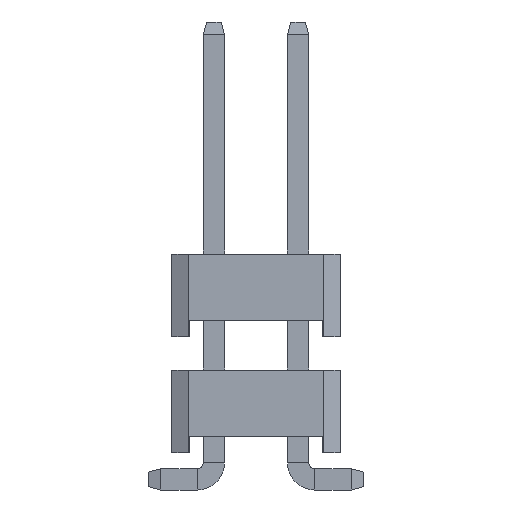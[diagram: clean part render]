
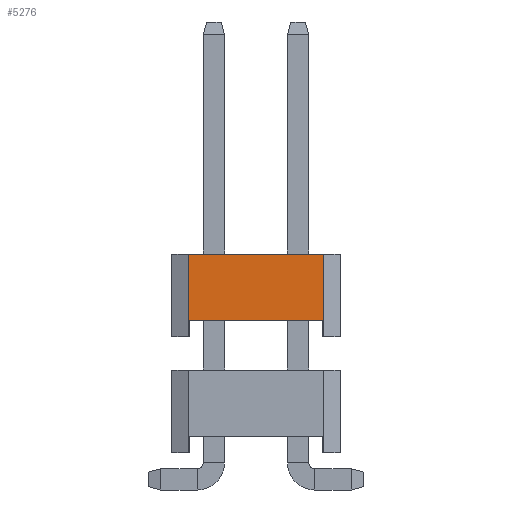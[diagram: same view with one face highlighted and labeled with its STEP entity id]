
A CAD part, left-side view. The second image highlights one B-rep face of the part: STEP entity #5276.
In plain terms, the highlighted planar face has unit normal (-1, 0, 0).
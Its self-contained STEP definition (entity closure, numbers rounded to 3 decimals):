
#121 = VECTOR ( 'NONE', #6900, 1000. ) ;
#222 = CARTESIAN_POINT ( 'NONE',  ( -5.08, -2., 3.5 ) ) ;
#312 = PLANE ( 'NONE',  #1675 ) ;
#386 = VERTEX_POINT ( 'NONE', #7328 ) ;
#406 = ORIENTED_EDGE ( 'NONE', *, *, #4227, .T. ) ;
#575 = ORIENTED_EDGE ( 'NONE', *, *, #6827, .T. ) ;
#618 = EDGE_CURVE ( 'NONE', #7670, #386, #8578, .T. ) ;
#964 = CARTESIAN_POINT ( 'NONE',  ( -5.08, -2.54, 3.5 ) ) ;
#1035 = EDGE_LOOP ( 'NONE', ( #7336, #6492, #2450, #8295, #406, #1609, #7073, #575 ) ) ;
#1073 = LINE ( 'NONE', #4326, #4217 ) ;
#1087 = DIRECTION ( 'NONE',  ( 0., 0., 1. ) ) ;
#1141 = LINE ( 'NONE', #2957, #1196 ) ;
#1150 = VECTOR ( 'NONE', #2631, 1000. ) ;
#1196 = VECTOR ( 'NONE', #6204, 1000. ) ;
#1371 = CARTESIAN_POINT ( 'NONE',  ( -5.08, -2.04, 13. ) ) ;
#1503 = LINE ( 'NONE', #10501, #3886 ) ;
#1609 = ORIENTED_EDGE ( 'NONE', *, *, #2211, .F. ) ;
#1675 = AXIS2_PLACEMENT_3D ( 'NONE', #9905, #4164, #1767 ) ;
#1767 = DIRECTION ( 'NONE',  ( 0., 0., -1. ) ) ;
#1949 = LINE ( 'NONE', #1371, #121 ) ;
#2211 = EDGE_CURVE ( 'NONE', #9051, #4443, #1949, .T. ) ;
#2296 = LINE ( 'NONE', #964, #5234 ) ;
#2395 = VECTOR ( 'NONE', #5994, 1000. ) ;
#2450 = ORIENTED_EDGE ( 'NONE', *, *, #4156, .F. ) ;
#2631 = DIRECTION ( 'NONE',  ( 0., 0., -1. ) ) ;
#2957 = CARTESIAN_POINT ( 'NONE',  ( -5.08, -2.54, 3.5 ) ) ;
#3156 = VERTEX_POINT ( 'NONE', #4264 ) ;
#3397 = LINE ( 'NONE', #9083, #2395 ) ;
#3627 = CARTESIAN_POINT ( 'NONE',  ( -5.08, -2.04, 3.5 ) ) ;
#3886 = VECTOR ( 'NONE', #4654, 1000. ) ;
#4054 = CARTESIAN_POINT ( 'NONE',  ( -5.08, 2.04, 3.5 ) ) ;
#4156 = EDGE_CURVE ( 'NONE', #386, #9743, #1503, .T. ) ;
#4164 = DIRECTION ( 'NONE',  ( 1., 0., 0. ) ) ;
#4217 = VECTOR ( 'NONE', #10061, 1000. ) ;
#4227 = EDGE_CURVE ( 'NONE', #7670, #4443, #2296, .T. ) ;
#4264 = CARTESIAN_POINT ( 'NONE',  ( -5.08, 2., 3.5 ) ) ;
#4326 = CARTESIAN_POINT ( 'NONE',  ( -5.08, -2.54, 6. ) ) ;
#4436 = EDGE_CURVE ( 'NONE', #6384, #9051, #1073, .T. ) ;
#4443 = VERTEX_POINT ( 'NONE', #3627 ) ;
#4654 = DIRECTION ( 'NONE',  ( 0., 1., 0. ) ) ;
#4752 = VERTEX_POINT ( 'NONE', #4054 ) ;
#5048 = VECTOR ( 'NONE', #1087, 1000. ) ;
#5058 = EDGE_CURVE ( 'NONE', #9743, #3156, #6727, .T. ) ;
#5073 = FACE_OUTER_BOUND ( 'NONE', #1035, .T. ) ;
#5096 = CARTESIAN_POINT ( 'NONE',  ( -5.08, 2., 3.5 ) ) ;
#5150 = CARTESIAN_POINT ( 'NONE',  ( -5.08, -2., 3.5 ) ) ;
#5234 = VECTOR ( 'NONE', #8152, 1000. ) ;
#5276 = ADVANCED_FACE ( 'NONE', ( #5073 ), #312, .F. ) ;
#5994 = DIRECTION ( 'NONE',  ( 0., 0., -1. ) ) ;
#6204 = DIRECTION ( 'NONE',  ( 0., -1., 0. ) ) ;
#6384 = VERTEX_POINT ( 'NONE', #8389 ) ;
#6492 = ORIENTED_EDGE ( 'NONE', *, *, #5058, .F. ) ;
#6727 = LINE ( 'NONE', #5096, #1150 ) ;
#6827 = EDGE_CURVE ( 'NONE', #6384, #4752, #3397, .T. ) ;
#6893 = EDGE_CURVE ( 'NONE', #4752, #3156, #1141, .T. ) ;
#6900 = DIRECTION ( 'NONE',  ( 0., 0., -1. ) ) ;
#7073 = ORIENTED_EDGE ( 'NONE', *, *, #4436, .F. ) ;
#7328 = CARTESIAN_POINT ( 'NONE',  ( -5.08, -2., 4. ) ) ;
#7336 = ORIENTED_EDGE ( 'NONE', *, *, #6893, .T. ) ;
#7670 = VERTEX_POINT ( 'NONE', #222 ) ;
#8152 = DIRECTION ( 'NONE',  ( 0., -1., 0. ) ) ;
#8295 = ORIENTED_EDGE ( 'NONE', *, *, #618, .F. ) ;
#8389 = CARTESIAN_POINT ( 'NONE',  ( -5.08, 2.04, 6. ) ) ;
#8578 = LINE ( 'NONE', #5150, #5048 ) ;
#9051 = VERTEX_POINT ( 'NONE', #9640 ) ;
#9083 = CARTESIAN_POINT ( 'NONE',  ( -5.08, 2.04, 6. ) ) ;
#9141 = CARTESIAN_POINT ( 'NONE',  ( -5.08, 2., 4. ) ) ;
#9640 = CARTESIAN_POINT ( 'NONE',  ( -5.08, -2.04, 6. ) ) ;
#9743 = VERTEX_POINT ( 'NONE', #9141 ) ;
#9905 = CARTESIAN_POINT ( 'NONE',  ( -5.08, -2.54, 6. ) ) ;
#10061 = DIRECTION ( 'NONE',  ( 0., -1., 0. ) ) ;
#10501 = CARTESIAN_POINT ( 'NONE',  ( -5.08, 2., 4. ) ) ;
